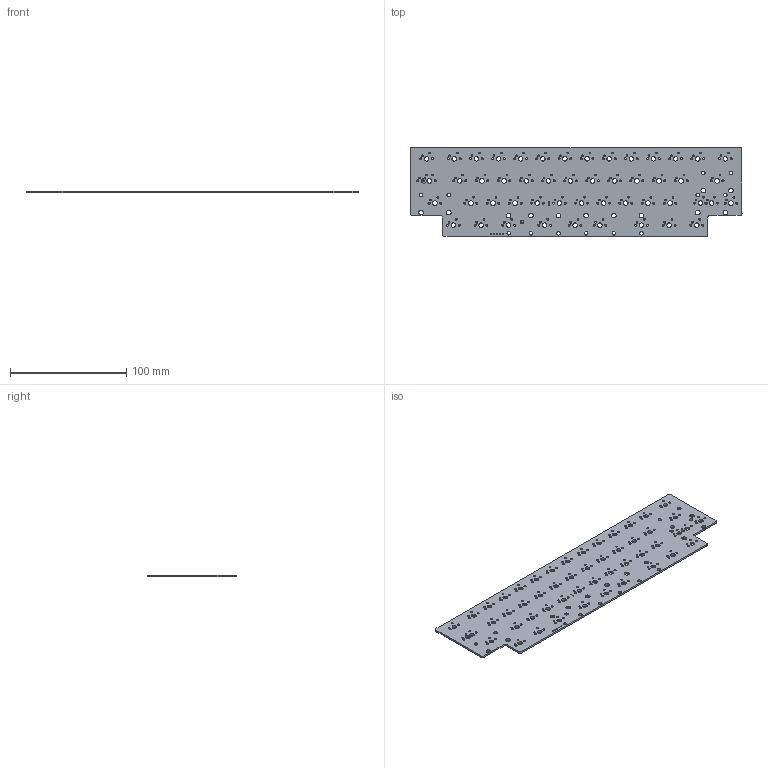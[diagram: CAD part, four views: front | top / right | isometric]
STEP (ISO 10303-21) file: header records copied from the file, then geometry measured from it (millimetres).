
FILE_DESCRIPTION(('KiCad electronic assembly'),'2;1');
FILE_NAME('rabid40.step','2022-08-17T21:09:07',('Pcbnew'),('Kicad'), 'Open CASCADE STEP processor 7.6','KiCad to STEP converter','Unknown' );
FILE_SCHEMA(('AUTOMOTIVE_DESIGN { 1 0 10303 214 1 1 1 1 }'));
Length unit declared in the file: millimetre
Products named in the file (2): rabid40 1; rabid40 PCB
Assembly tree (1 placements, depth 2):
  rabid40 1
    rabid40 PCB
Bounding box: 285.76 x 76.21 x 1.6 mm (x, y, z)
Volume: 31111.3 mm3; surface area: 43172.2 mm2
Topology: 1 solids, 1 shells, 316 faces, 942 edges, 630 vertices
Faces by surface type: cylinder 301, plane 15
Full cylindrical faces by diameter (mm): 0.35 x9, 1 x7, 1.524 x101, 1.75 x99, 3.048 x12, 3.988 x62
Entity records: 26339 total; most frequent: CARTESIAN_POINT 7534, DIRECTION 3446, ORIENTED_EDGE 1884, PCURVE 1884, DEFINITIONAL_REPRESENTATION 1884, LINE 1582, VECTOR 1582, EDGE_CURVE 942
